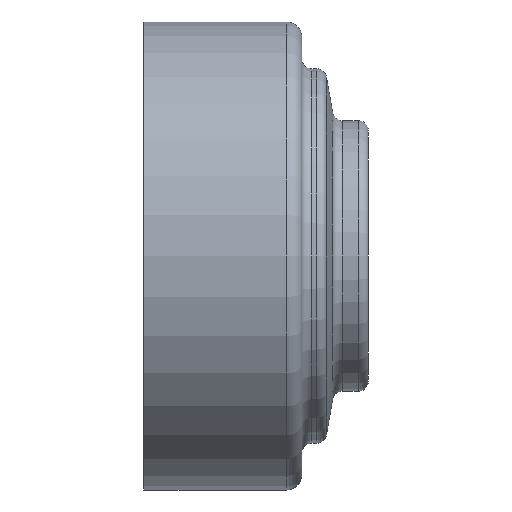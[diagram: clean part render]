
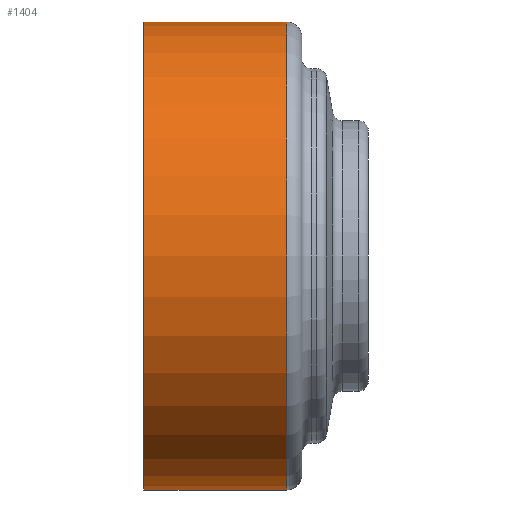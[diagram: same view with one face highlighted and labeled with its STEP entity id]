
A CAD part, front view. The second image highlights one B-rep face of the part: STEP entity #1404.
In plain terms, the highlighted cylindrical face has radius 23.25 mm (diameter 46.5 mm), a partial arc.
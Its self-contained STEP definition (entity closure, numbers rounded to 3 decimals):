
#1 = VERTEX_POINT ( 'NONE', #1138 ) ;
#3 = CYLINDRICAL_SURFACE ( 'NONE', #518, 23.25 ) ;
#55 = CIRCLE ( 'NONE', #849, 23.25 ) ;
#68 = DIRECTION ( 'NONE',  ( -1., 0., 0. ) ) ;
#199 = EDGE_CURVE ( 'NONE', #1, #1152, #55, .T. ) ;
#218 = CARTESIAN_POINT ( 'NONE',  ( -14.5, 0., 0. ) ) ;
#233 = DIRECTION ( 'NONE',  ( -1., 0., 0. ) ) ;
#328 = DIRECTION ( 'NONE',  ( 0., 0., 1. ) ) ;
#436 = DIRECTION ( 'NONE',  ( -1., 0., 0. ) ) ;
#437 = EDGE_CURVE ( 'NONE', #796, #712, #746, .T. ) ;
#472 = CARTESIAN_POINT ( 'NONE',  ( -14.5, 0., 23.25 ) ) ;
#517 = ORIENTED_EDGE ( 'NONE', *, *, #836, .T. ) ;
#518 = AXIS2_PLACEMENT_3D ( 'NONE', #1324, #233, #328 ) ;
#531 = DIRECTION ( 'NONE',  ( 0., 0., 1. ) ) ;
#545 = VECTOR ( 'NONE', #68, 1000. ) ;
#638 = LINE ( 'NONE', #1063, #545 ) ;
#686 = CARTESIAN_POINT ( 'NONE',  ( -0.3, 0., 23.25 ) ) ;
#712 = VERTEX_POINT ( 'NONE', #686 ) ;
#746 = CIRCLE ( 'NONE', #1248, 23.25 ) ;
#770 = EDGE_LOOP ( 'NONE', ( #1407, #1160, #517, #1234 ) ) ;
#796 = VERTEX_POINT ( 'NONE', #1290 ) ;
#836 = EDGE_CURVE ( 'NONE', #712, #1152, #962, .T. ) ;
#849 = AXIS2_PLACEMENT_3D ( 'NONE', #218, #1200, #1309 ) ;
#962 = LINE ( 'NONE', #1024, #1020 ) ;
#1020 = VECTOR ( 'NONE', #436, 1000. ) ;
#1024 = CARTESIAN_POINT ( 'NONE',  ( -36.937, 0., 23.25 ) ) ;
#1063 = CARTESIAN_POINT ( 'NONE',  ( -36.937, 0., -23.25 ) ) ;
#1138 = CARTESIAN_POINT ( 'NONE',  ( -14.5, 0., -23.25 ) ) ;
#1152 = VERTEX_POINT ( 'NONE', #472 ) ;
#1160 = ORIENTED_EDGE ( 'NONE', *, *, #437, .T. ) ;
#1190 = CARTESIAN_POINT ( 'NONE',  ( -0.3, 0., 0. ) ) ;
#1200 = DIRECTION ( 'NONE',  ( -1., 0., 0. ) ) ;
#1221 = FACE_OUTER_BOUND ( 'NONE', #770, .T. ) ;
#1234 = ORIENTED_EDGE ( 'NONE', *, *, #199, .F. ) ;
#1248 = AXIS2_PLACEMENT_3D ( 'NONE', #1190, #1412, #531 ) ;
#1272 = EDGE_CURVE ( 'NONE', #796, #1, #638, .T. ) ;
#1290 = CARTESIAN_POINT ( 'NONE',  ( -0.3, 0., -23.25 ) ) ;
#1309 = DIRECTION ( 'NONE',  ( 0., 0., 1. ) ) ;
#1324 = CARTESIAN_POINT ( 'NONE',  ( -36.937, 0., 0. ) ) ;
#1404 = ADVANCED_FACE ( 'NONE', ( #1221 ), #3, .T. ) ;
#1407 = ORIENTED_EDGE ( 'NONE', *, *, #1272, .F. ) ;
#1412 = DIRECTION ( 'NONE',  ( -1., 0., 0. ) ) ;
